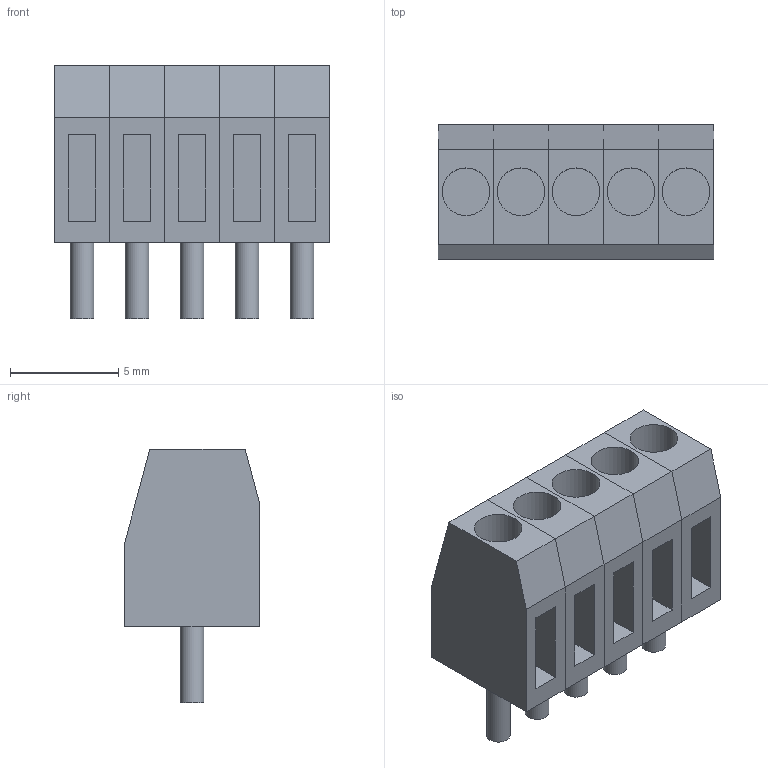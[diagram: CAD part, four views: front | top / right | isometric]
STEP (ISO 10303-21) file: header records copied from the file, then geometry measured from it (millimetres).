
FILE_DESCRIPTION(('FreeCAD Model'),'2;1');
FILE_NAME('Group005.step', '2019-10-07T15:43:58',('kicad StepUp'),('ksu MCAD'), 'Open CASCADE STEP processor 7.3','FreeCAD','Unknown');
FILE_SCHEMA(('AUTOMOTIVE_DESIGN { 1 0 10303 214 1 1 1 1 }'));
Length unit declared in the file: millimetre
Products named in the file (1): Group005
Bounding box: 12.7 x 6.2 x 11.7 mm (x, y, z)
Volume: 509.5 mm3; surface area: 717.6 mm2
Topology: 1 solids, 1 shells, 77 faces, 166 edges, 101 vertices
Faces by surface type: plane 67, cylinder 10
Full cylindrical faces by diameter (mm): 1.1 x5, 2.2 x5
Entity records: 2053 total; most frequent: DIRECTION 347, CARTESIAN_POINT 345, ORIENTED_EDGE 332, EDGE_CURVE 166, LINE 141, VECTOR 141, AXIS2_PLACEMENT_3D 103, VERTEX_POINT 101
